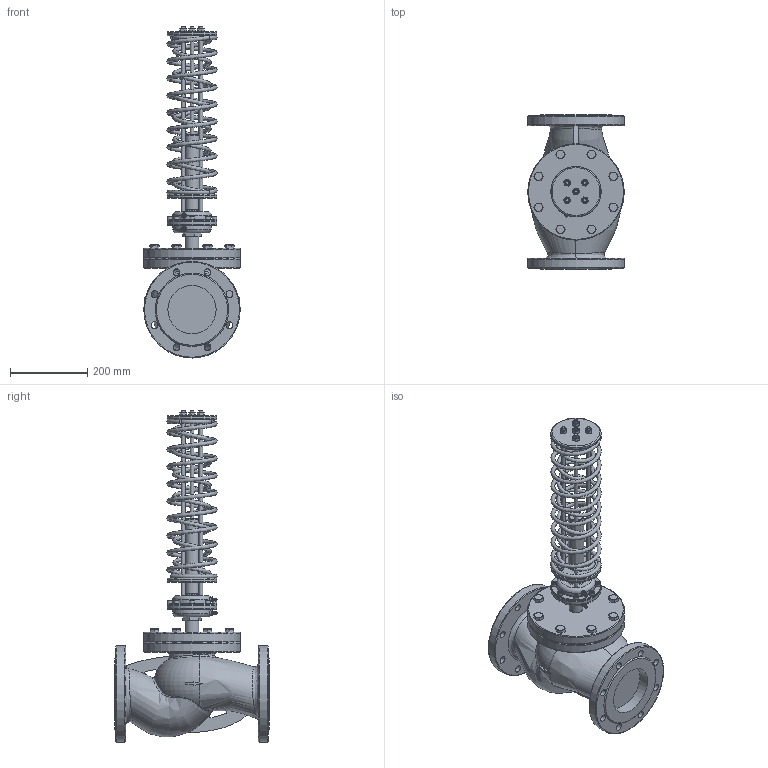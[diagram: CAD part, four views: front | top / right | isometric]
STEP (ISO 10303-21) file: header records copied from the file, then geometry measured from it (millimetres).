
FILE_DESCRIPTION(('STEP AP214'), '1');
FILE_NAME('Ðåãóëÿòîðû ïåðåïàäà äàâëåíèÿ ÂÐÄÄ', '', ('UNSPECIFIED'), ('UNSPECIFIED'), 'C3D Converter', 'C3D Toolkit', '');
FILE_SCHEMA(('AUTOMOTIVE_DESIGN { 1 0 10303 214 3 1 1}'));
Length unit declared in the file: millimetre
Products named in the file (7): -10; -01
Assembly tree (25 placements, depth 3):
  -10
    -10
      (unnamed)  x8
    -01
      (unnamed)  x8
      (unnamed)  x2
      (unnamed)  x5
Bounding box: 250 x 400 x 860 mm (x, y, z)
Volume: 14642073.6 mm3; surface area: 1123901.7 mm2
Topology: 31 solids, 31 shells, 630 faces, 1362 edges, 845 vertices
Faces by surface type: plane 323, cylinder 121, cone 114, torus 42, bspline 28, revolution 1, extrusion 1
Full cylindrical faces by diameter (mm): 1.7 x2, 2.7 x4, 6 x18, 6.5 x4, 8 x10, 8.5 x4, 8.917 x5, 10 x17, 13 x8, 16 x8, 18 x24, 35 x1, 40 x3, 50 x1, 100 x2, 125 x2, 130 x4, 250 x4
Entity records: 30828 total; most frequent: CARTESIAN_POINT 22781, DIRECTION 1141, ORIENTED_EDGE 980, EDGE_LOOP 538, AXIS2_PLACEMENT_3D 523, EDGE_CURVE 490, VERTEX_POINT 392, ADVANCED_FACE 287
